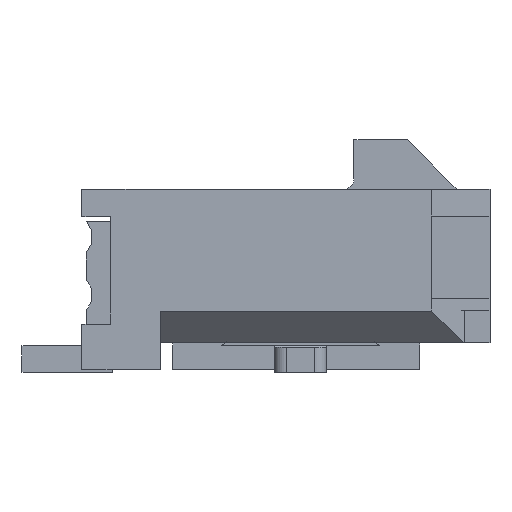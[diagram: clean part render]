
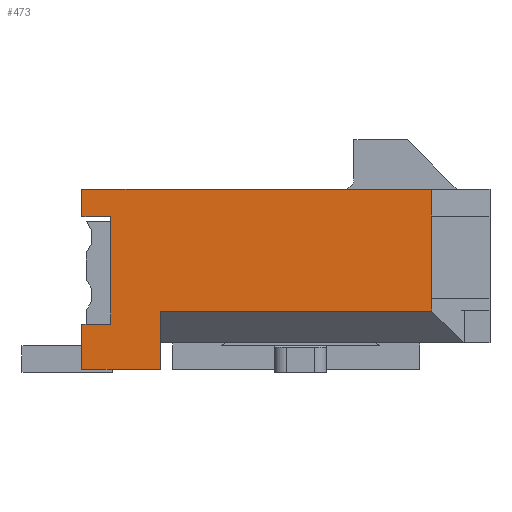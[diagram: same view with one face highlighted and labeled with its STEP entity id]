
A CAD part, left-side view. The second image highlights one B-rep face of the part: STEP entity #473.
In plain terms, the highlighted planar face has unit normal (-1, 0, 0).
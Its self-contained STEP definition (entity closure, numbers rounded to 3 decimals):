
#473 = ADVANCED_FACE( '', ( #1046 ), #1047, .T. );
#1046 = FACE_OUTER_BOUND( '', #1746, .T. );
#1047 = PLANE( '', #1747 );
#1746 = EDGE_LOOP( '', ( #2827, #2828, #2829, #2830, #2831, #2832, #2833, #2834, #2835, #2836, #2837, #2838 ) );
#1747 = AXIS2_PLACEMENT_3D( '', #2839, #2840, #2841 );
#2827 = ORIENTED_EDGE( '', *, *, #4752, .T. );
#2828 = ORIENTED_EDGE( '', *, *, #4753, .T. );
#2829 = ORIENTED_EDGE( '', *, *, #4754, .T. );
#2830 = ORIENTED_EDGE( '', *, *, #4755, .T. );
#2831 = ORIENTED_EDGE( '', *, *, #4756, .F. );
#2832 = ORIENTED_EDGE( '', *, *, #4757, .T. );
#2833 = ORIENTED_EDGE( '', *, *, #4758, .F. );
#2834 = ORIENTED_EDGE( '', *, *, #4759, .F. );
#2835 = ORIENTED_EDGE( '', *, *, #4563, .F. );
#2836 = ORIENTED_EDGE( '', *, *, #4760, .T. );
#2837 = ORIENTED_EDGE( '', *, *, #4499, .T. );
#2838 = ORIENTED_EDGE( '', *, *, #4518, .T. );
#2839 = CARTESIAN_POINT( '', ( -7.825, 0., 0. ) );
#2840 = DIRECTION( '', ( -1., 0., 0. ) );
#2841 = DIRECTION( '', ( 0., 0., 1. ) );
#4499 = EDGE_CURVE( '', #5436, #5434, #5437, .T. );
#4518 = EDGE_CURVE( '', #5434, #5468, #5470, .T. );
#4563 = EDGE_CURVE( '', #5550, #5551, #5552, .T. );
#4752 = EDGE_CURVE( '', #5468, #5861, #5862, .T. );
#4753 = EDGE_CURVE( '', #5861, #5863, #5864, .T. );
#4754 = EDGE_CURVE( '', #5863, #5865, #5866, .T. );
#4755 = EDGE_CURVE( '', #5865, #5867, #5868, .T. );
#4756 = EDGE_CURVE( '', #5869, #5867, #5870, .T. );
#4757 = EDGE_CURVE( '', #5869, #5871, #5872, .T. );
#4758 = EDGE_CURVE( '', #5873, #5871, #5874, .T. );
#4759 = EDGE_CURVE( '', #5551, #5873, #5875, .T. );
#4760 = EDGE_CURVE( '', #5550, #5436, #5876, .T. );
#5434 = VERTEX_POINT( '', #6782 );
#5436 = VERTEX_POINT( '', #6785 );
#5437 = LINE( '', #6786, #6787 );
#5468 = VERTEX_POINT( '', #6832 );
#5470 = LINE( '', #6835, #6836 );
#5550 = VERTEX_POINT( '', #6953 );
#5551 = VERTEX_POINT( '', #6954 );
#5552 = LINE( '', #6955, #6956 );
#5861 = VERTEX_POINT( '', #7411 );
#5862 = LINE( '', #7412, #7413 );
#5863 = VERTEX_POINT( '', #7414 );
#5864 = LINE( '', #7415, #7416 );
#5865 = VERTEX_POINT( '', #7417 );
#5866 = LINE( '', #7418, #7419 );
#5867 = VERTEX_POINT( '', #7420 );
#5868 = LINE( '', #7421, #7422 );
#5869 = VERTEX_POINT( '', #7423 );
#5870 = LINE( '', #7424, #7425 );
#5871 = VERTEX_POINT( '', #7426 );
#5872 = LINE( '', #7427, #7428 );
#5873 = VERTEX_POINT( '', #7429 );
#5874 = LINE( '', #7430, #7431 );
#5875 = LINE( '', #7432, #7433 );
#5876 = LINE( '', #7434, #7435 );
#6782 = CARTESIAN_POINT( '', ( -7.825, 4.95, 1.515 ) );
#6785 = CARTESIAN_POINT( '', ( -7.825, 4.95, 2.185 ) );
#6786 = CARTESIAN_POINT( '', ( -7.825, 4.95, 2.185 ) );
#6787 = VECTOR( '', #8499, 1000. );
#6832 = CARTESIAN_POINT( '', ( -7.825, 4.25, 1.515 ) );
#6835 = CARTESIAN_POINT( '', ( -7.825, 0., 1.515 ) );
#6836 = VECTOR( '', #8515, 1000. );
#6953 = CARTESIAN_POINT( '', ( -7.825, -3.536, 2.185 ) );
#6954 = CARTESIAN_POINT( '', ( -7.825, -3.536, 1.535 ) );
#6955 = CARTESIAN_POINT( '', ( -7.825, -3.536, 0. ) );
#6956 = VECTOR( '', #8553, 1000. );
#7411 = CARTESIAN_POINT( '', ( -7.825, 4.25, -1.085 ) );
#7412 = CARTESIAN_POINT( '', ( -7.825, 4.25, 0. ) );
#7413 = VECTOR( '', #8721, 1000. );
#7414 = CARTESIAN_POINT( '', ( -7.825, 4.95, -1.085 ) );
#7415 = CARTESIAN_POINT( '', ( -7.825, 0., -1.085 ) );
#7416 = VECTOR( '', #8722, 1000. );
#7417 = CARTESIAN_POINT( '', ( -7.825, 4.95, -2.185 ) );
#7418 = CARTESIAN_POINT( '', ( -7.825, 4.95, 2.185 ) );
#7419 = VECTOR( '', #8723, 1000. );
#7420 = CARTESIAN_POINT( '', ( -7.825, 3.05, -2.185 ) );
#7421 = CARTESIAN_POINT( '', ( -7.825, 4.95, -2.185 ) );
#7422 = VECTOR( '', #8724, 1000. );
#7423 = CARTESIAN_POINT( '', ( -7.825, 3.05, -0.771 ) );
#7424 = CARTESIAN_POINT( '', ( -7.825, 3.05, -2.185 ) );
#7425 = VECTOR( '', #8725, 1000. );
#7426 = CARTESIAN_POINT( '', ( -7.825, -3.536, -0.771 ) );
#7427 = CARTESIAN_POINT( '', ( -7.825, 3.05, -0.771 ) );
#7428 = VECTOR( '', #8726, 1000. );
#7429 = CARTESIAN_POINT( '', ( -7.825, -3.536, -0.465 ) );
#7430 = CARTESIAN_POINT( '', ( -7.825, -3.536, 0. ) );
#7431 = VECTOR( '', #8727, 1000. );
#7432 = CARTESIAN_POINT( '', ( -7.825, -3.536, 1.535 ) );
#7433 = VECTOR( '', #8728, 1000. );
#7434 = CARTESIAN_POINT( '', ( -7.825, -4.95, 2.185 ) );
#7435 = VECTOR( '', #8729, 1000. );
#8499 = DIRECTION( '', ( 0., 0., -1. ) );
#8515 = DIRECTION( '', ( 0., -1., 0. ) );
#8553 = DIRECTION( '', ( 0., 0., -1. ) );
#8721 = DIRECTION( '', ( 0., 0., -1. ) );
#8722 = DIRECTION( '', ( 0., 1., 0. ) );
#8723 = DIRECTION( '', ( 0., 0., -1. ) );
#8724 = DIRECTION( '', ( 0., -1., 0. ) );
#8725 = DIRECTION( '', ( 0., 0., -1. ) );
#8726 = DIRECTION( '', ( 0., -1., 0. ) );
#8727 = DIRECTION( '', ( 0., 0., -1. ) );
#8728 = DIRECTION( '', ( 0., 0., -1. ) );
#8729 = DIRECTION( '', ( 0., 1., 0. ) );
